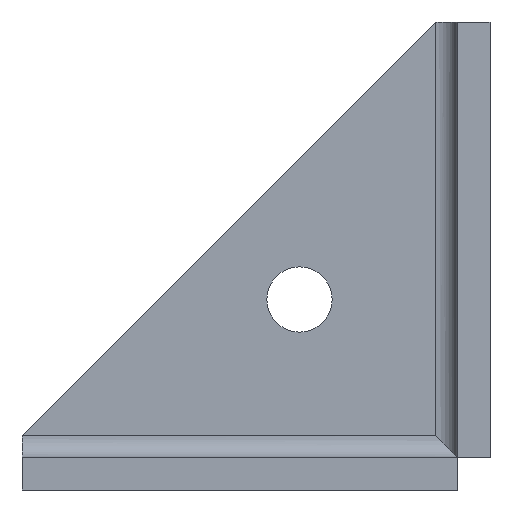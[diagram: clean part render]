
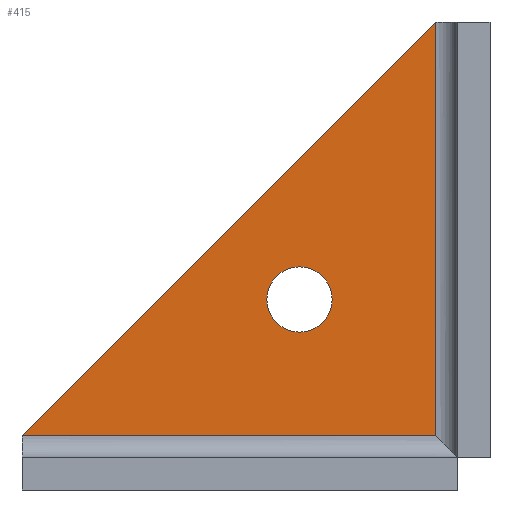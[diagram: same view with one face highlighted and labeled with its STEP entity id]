
A CAD part, front view. The second image highlights one B-rep face of the part: STEP entity #415.
In plain terms, the highlighted planar face has unit normal (0, -1, 0).
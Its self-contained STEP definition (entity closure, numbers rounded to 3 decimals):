
#2 = EDGE_CURVE ( 'NONE', #913, #1426, #1670, .T. ) ;
#26 = CARTESIAN_POINT ( 'NONE',  ( 4., 12., 17.5 ) ) ;
#140 = CARTESIAN_POINT ( 'NONE',  ( -21.5, 12., 5. ) ) ;
#148 = DIRECTION ( 'NONE',  ( 0.707, 0., 0.707 ) ) ;
#156 = DIRECTION ( 'NONE',  ( 1., 0., 0. ) ) ;
#193 = CARTESIAN_POINT ( 'NONE',  ( -21.5, 12., 5. ) ) ;
#415 = ADVANCED_FACE ( 'NONE', ( #2073, #2089 ), #1842, .T. ) ;
#511 = VECTOR ( 'NONE', #148, 1000. ) ;
#517 = VECTOR ( 'NONE', #156, 1000. ) ;
#518 = LINE ( 'NONE', #140, #511 ) ;
#522 = LINE ( 'NONE', #193, #517 ) ;
#543 = EDGE_CURVE ( 'NONE', #1426, #913, #651, .T. ) ;
#549 = AXIS2_PLACEMENT_3D ( 'NONE', #1225, #1151, #1147 ) ;
#565 = VECTOR ( 'NONE', #766, 1000. ) ;
#577 = EDGE_CURVE ( 'NONE', #1000, #1023, #582, .T. ) ;
#582 = LINE ( 'NONE', #834, #565 ) ;
#619 = EDGE_CURVE ( 'NONE', #1010, #1000, #522, .T. ) ;
#625 = EDGE_CURVE ( 'NONE', #1010, #1023, #518, .T. ) ;
#651 = CIRCLE ( 'NONE', #549, 3. ) ;
#743 = AXIS2_PLACEMENT_3D ( 'NONE', #26, #1775, #2031 ) ;
#766 = DIRECTION ( 'NONE',  ( 0., 0., 1. ) ) ;
#834 = CARTESIAN_POINT ( 'NONE',  ( 16.5, 12., 43. ) ) ;
#846 = ORIENTED_EDGE ( 'NONE', *, *, #543, .T. ) ;
#903 = EDGE_LOOP ( 'NONE', ( #1922, #846 ) ) ;
#907 = AXIS2_PLACEMENT_3D ( 'NONE', #1876, #1894, #1839 ) ;
#913 = VERTEX_POINT ( 'NONE', #1683 ) ;
#1000 = VERTEX_POINT ( 'NONE', #1668 ) ;
#1010 = VERTEX_POINT ( 'NONE', #1666 ) ;
#1023 = VERTEX_POINT ( 'NONE', #1637 ) ;
#1031 = ORIENTED_EDGE ( 'NONE', *, *, #619, .T. ) ;
#1147 = DIRECTION ( 'NONE',  ( 0., 0., -1. ) ) ;
#1151 = DIRECTION ( 'NONE',  ( 0., 1., 0. ) ) ;
#1225 = CARTESIAN_POINT ( 'NONE',  ( 4., 12., 17.5 ) ) ;
#1285 = CARTESIAN_POINT ( 'NONE',  ( 4., 12., 20.5 ) ) ;
#1426 = VERTEX_POINT ( 'NONE', #1285 ) ;
#1451 = ORIENTED_EDGE ( 'NONE', *, *, #625, .F. ) ;
#1532 = ORIENTED_EDGE ( 'NONE', *, *, #577, .T. ) ;
#1555 = EDGE_LOOP ( 'NONE', ( #1451, #1031, #1532 ) ) ;
#1637 = CARTESIAN_POINT ( 'NONE',  ( 16.5, 12., 43. ) ) ;
#1666 = CARTESIAN_POINT ( 'NONE',  ( -21.5, 12., 5. ) ) ;
#1668 = CARTESIAN_POINT ( 'NONE',  ( 16.5, 12., 5. ) ) ;
#1670 = CIRCLE ( 'NONE', #743, 3. ) ;
#1683 = CARTESIAN_POINT ( 'NONE',  ( 4., 12., 14.5 ) ) ;
#1775 = DIRECTION ( 'NONE',  ( 0., 1., 0. ) ) ;
#1839 = DIRECTION ( 'NONE',  ( 0., 0., -1. ) ) ;
#1842 = PLANE ( 'NONE',  #907 ) ;
#1876 = CARTESIAN_POINT ( 'NONE',  ( -21.5, 12., 43. ) ) ;
#1894 = DIRECTION ( 'NONE',  ( 0., -1., 0. ) ) ;
#1922 = ORIENTED_EDGE ( 'NONE', *, *, #2, .T. ) ;
#2031 = DIRECTION ( 'NONE',  ( 0., 0., -1. ) ) ;
#2073 = FACE_OUTER_BOUND ( 'NONE', #1555, .T. ) ;
#2089 = FACE_BOUND ( 'NONE', #903, .T. ) ;
